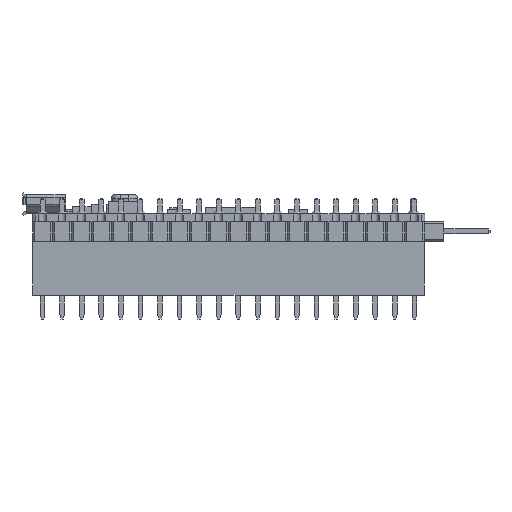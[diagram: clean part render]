
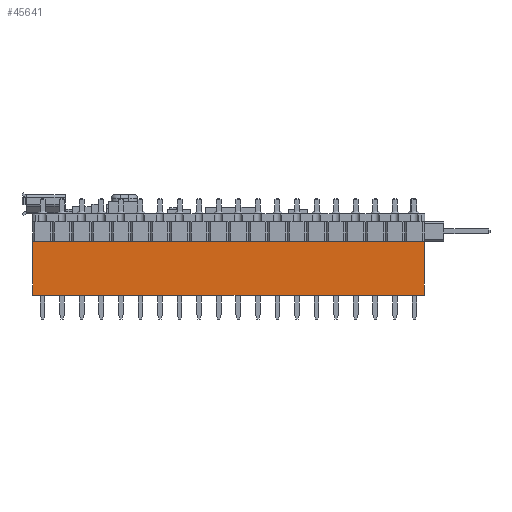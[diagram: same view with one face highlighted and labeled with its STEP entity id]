
A CAD part, left-side view. The second image highlights one B-rep face of the part: STEP entity #45641.
In plain terms, the highlighted planar face has unit normal (-1, 0, 0).
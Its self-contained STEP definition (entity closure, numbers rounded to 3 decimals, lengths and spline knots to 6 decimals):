
#1613=LINE('',#71342,#7648);
#1614=LINE('',#71345,#7649);
#1615=LINE('',#71347,#7650);
#1616=LINE('',#71349,#7651);
#7648=VECTOR('',#58995,1.);
#7649=VECTOR('',#58996,1.);
#7650=VECTOR('',#58997,1.);
#7651=VECTOR('',#58998,1.);
#16051=ORIENTED_EDGE('',*,*,#27374,.T.);
#16052=ORIENTED_EDGE('',*,*,#27375,.T.);
#16053=ORIENTED_EDGE('',*,*,#27376,.F.);
#16054=ORIENTED_EDGE('',*,*,#27377,.F.);
#27374=EDGE_CURVE('',#33177,#33178,#1613,.T.);
#27375=EDGE_CURVE('',#33178,#33179,#1614,.T.);
#27376=EDGE_CURVE('',#33180,#33179,#1615,.T.);
#27377=EDGE_CURVE('',#33177,#33180,#1616,.T.);
#33177=VERTEX_POINT('',#71343);
#33178=VERTEX_POINT('',#71344);
#33179=VERTEX_POINT('',#71346);
#33180=VERTEX_POINT('',#71348);
#37238=EDGE_LOOP('',(#16051,#16052,#16053,#16054));
#40204=FACE_BOUND('',#37238,.T.);
#43190=PLANE('',#53960);
#45641=ADVANCED_FACE('',(#40204),#43190,.F.);
#53960=AXIS2_PLACEMENT_3D('',#71341,#58993,#58994);
#58993=DIRECTION('',(1.,0.,0.));
#58994=DIRECTION('',(0.,-1.,0.));
#58995=DIRECTION('',(0.,-1.,0.));
#58996=DIRECTION('',(0.,0.,1.));
#58997=DIRECTION('',(0.,-1.,0.));
#58998=DIRECTION('',(0.,0.,1.));
#71341=CARTESIAN_POINT('',(-0.00127,0.00127,0.));
#71342=CARTESIAN_POINT('',(-0.00127,0.00127,0.));
#71343=CARTESIAN_POINT('',(-0.00127,0.00127,0.));
#71344=CARTESIAN_POINT('',(-0.00127,-0.04953,0.));
#71345=CARTESIAN_POINT('',(-0.00127,-0.04953,0.));
#71346=CARTESIAN_POINT('',(-0.00127,-0.04953,0.007));
#71347=CARTESIAN_POINT('',(-0.00127,0.00127,0.007));
#71348=CARTESIAN_POINT('',(-0.00127,0.00127,0.007));
#71349=CARTESIAN_POINT('',(-0.00127,0.00127,0.));
